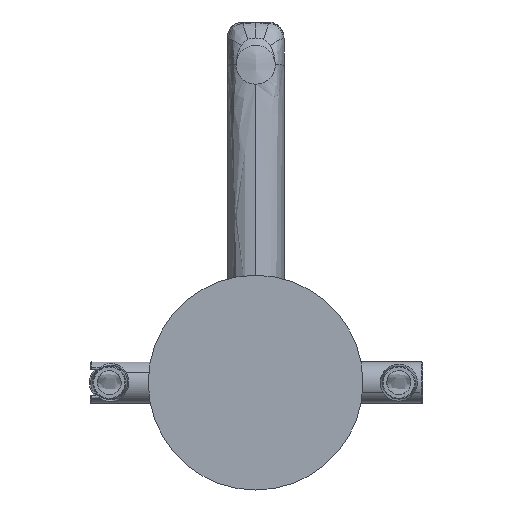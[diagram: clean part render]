
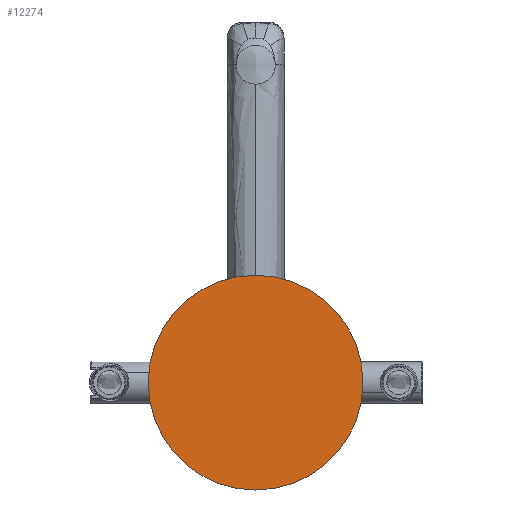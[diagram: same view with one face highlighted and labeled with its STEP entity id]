
A CAD part, front view. The second image highlights one B-rep face of the part: STEP entity #12274.
In plain terms, the highlighted planar face has unit normal (0, -1, 0).
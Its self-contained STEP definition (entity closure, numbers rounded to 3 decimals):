
#51 = AXIS2_PLACEMENT_3D ( 'NONE', #3849, #13100, #5206 ) ;
#507 = CARTESIAN_POINT ( 'NONE',  ( 0., -734., 0. ) ) ;
#1863 = DIRECTION ( 'NONE',  ( -1., 0., 0. ) ) ;
#1939 = CARTESIAN_POINT ( 'NONE',  ( 67.5, -734., 0. ) ) ;
#3849 = CARTESIAN_POINT ( 'NONE',  ( 0., -734., 0. ) ) ;
#4245 = AXIS2_PLACEMENT_3D ( 'NONE', #507, #9837, #1863 ) ;
#5206 = DIRECTION ( 'NONE',  ( 0., 0., 1. ) ) ;
#5776 = CIRCLE ( 'NONE', #9657, 67.5 ) ;
#5943 = CARTESIAN_POINT ( 'NONE',  ( -67.5, -734., 0. ) ) ;
#6465 = CARTESIAN_POINT ( 'NONE',  ( 0., -734., 0. ) ) ;
#7772 = DIRECTION ( 'NONE',  ( 0., 0., 1. ) ) ;
#7773 = ORIENTED_EDGE ( 'NONE', *, *, #11155, .T. ) ;
#9657 = AXIS2_PLACEMENT_3D ( 'NONE', #6465, #15686, #7772 ) ;
#9812 = FACE_OUTER_BOUND ( 'NONE', #10962, .T. ) ;
#9837 = DIRECTION ( 'NONE',  ( 0., -1., 0. ) ) ;
#10560 = ORIENTED_EDGE ( 'NONE', *, *, #14076, .T. ) ;
#10962 = EDGE_LOOP ( 'NONE', ( #10560, #7773 ) ) ;
#10998 = PLANE ( 'NONE',  #4245 ) ;
#11096 = CIRCLE ( 'NONE', #51, 67.5 ) ;
#11155 = EDGE_CURVE ( 'NONE', #15866, #15043, #11096, .T. ) ;
#12274 = ADVANCED_FACE ( 'NONE', ( #9812 ), #10998, .T. ) ;
#13100 = DIRECTION ( 'NONE',  ( 0., -1., 0. ) ) ;
#14076 = EDGE_CURVE ( 'NONE', #15043, #15866, #5776, .T. ) ;
#15043 = VERTEX_POINT ( 'NONE', #1939 ) ;
#15686 = DIRECTION ( 'NONE',  ( 0., -1., 0. ) ) ;
#15866 = VERTEX_POINT ( 'NONE', #5943 ) ;
